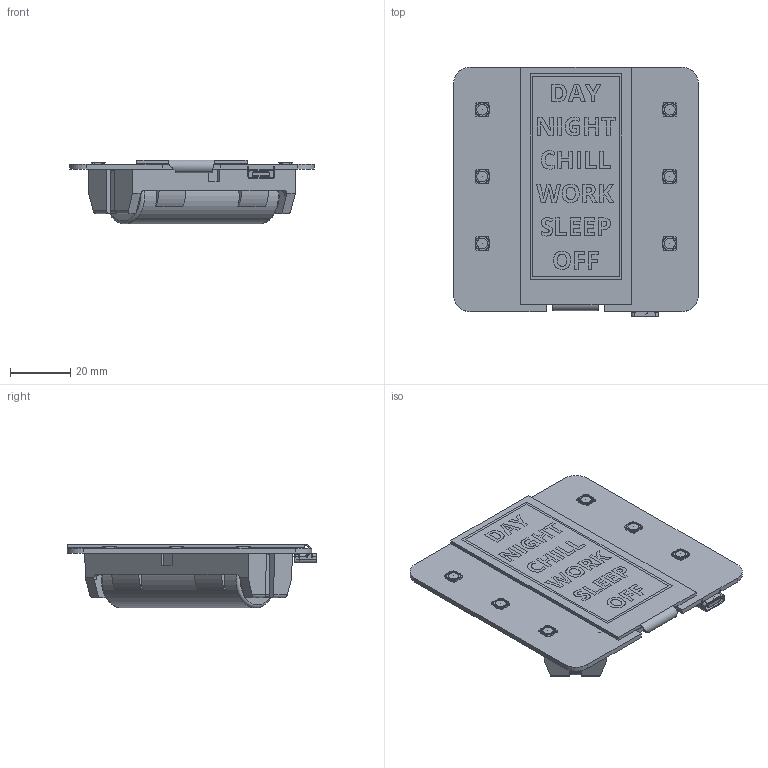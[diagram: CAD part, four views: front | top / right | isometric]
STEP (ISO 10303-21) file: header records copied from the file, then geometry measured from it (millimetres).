
FILE_DESCRIPTION(/* description */ ('STEP AP242','CAx-IF Rec.Pracs.---Representation and Presentation of Product Manufacturing Information (PMI)---4.0---2014-10-13','CAx-IF Rec.Pracs.---3D Tessellated Geometry---0.4---2014-09-14','2;1'),/* implementation_level */ '2;1');
FILE_NAME(/* name */ '62c1f092c063226ee8f0826f',/* time_stamp */ '2022-07-03T19:40:04+00:00',/* author */ (''),/* organization */ (''),/* preprocessor_version */ 'ST-DEVELOPER v18.102',/* originating_system */ ' ',/* authorisation */ ' ');
FILE_SCHEMA (('AP242_MANAGED_MODEL_BASED_3D_ENGINEERING_MIM_LF { 1 0 10303 442 1 1 4 }'));
Length unit declared in the file: metre
Products named in the file (7): PCB dummy assy; PCB; SKRBAA; e-ink GDEY029T94; 18650; PCB dummy; keystone-PN1042
Assembly tree (11 placements, depth 2):
  PCB dummy assy
    PCB
    SKRBAA  x6
    e-ink GDEY029T94
    18650
    PCB dummy
    keystone-PN1042
Bounding box: 81.5 x 83.25 x 21.29 mm (x, y, z)
Volume: 37247.6 mm3; surface area: 31500.3 mm2
Topology: 11 solids, 11 shells, 1879 faces, 5451 edges, 3671 vertices
Faces by surface type: plane 1241, cylinder 471, bspline 128, torus 16, sphere 15, cone 8
Full cylindrical faces by diameter (mm): 0.4 x2, 1.575 x1, 4.6 x6, 18.3 x1
Entity records: 47107 total; most frequent: CARTESIAN_POINT 15196, ORIENTED_EDGE 6874, DIRECTION 5609, EDGE_CURVE 3437, LINE 2609, VECTOR 2609, VERTEX_POINT 2359, AXIS2_PLACEMENT_3D 1500
